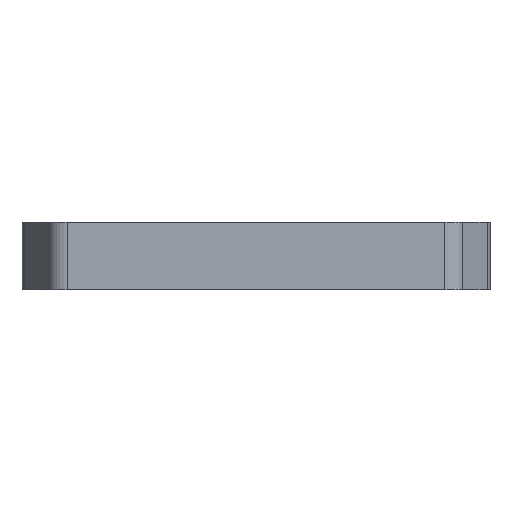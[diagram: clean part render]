
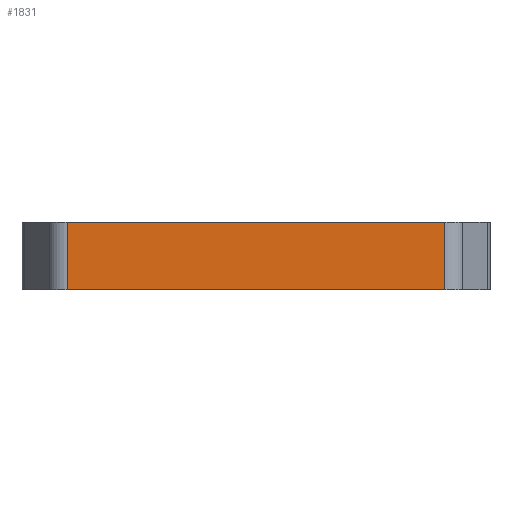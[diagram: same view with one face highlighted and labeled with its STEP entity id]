
A CAD part, front view. The second image highlights one B-rep face of the part: STEP entity #1831.
In plain terms, the highlighted planar face has unit normal (0, -1, 0).
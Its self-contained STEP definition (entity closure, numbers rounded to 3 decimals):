
#189 = CARTESIAN_POINT ( 'NONE',  ( 27.811, -22.83, 10. ) ) ;
#201 = CARTESIAN_POINT ( 'NONE',  ( 29.543, -22.83, 10. ) ) ;
#252 = CARTESIAN_POINT ( 'NONE',  ( 27.811, -22.83, 10. ) ) ;
#317 = ORIENTED_EDGE ( 'NONE', *, *, #1343, .F. ) ;
#351 = VERTEX_POINT ( 'NONE', #1582 ) ;
#432 = CARTESIAN_POINT ( 'NONE',  ( -27.811, -22.83, 10. ) ) ;
#516 = DIRECTION ( 'NONE',  ( 1., 0., 0. ) ) ;
#699 = VERTEX_POINT ( 'NONE', #189 ) ;
#712 = LINE ( 'NONE', #2348, #942 ) ;
#821 = CARTESIAN_POINT ( 'NONE',  ( 29.543, -22.83, 0. ) ) ;
#885 = AXIS2_PLACEMENT_3D ( 'NONE', #201, #1254, #1846 ) ;
#942 = VECTOR ( 'NONE', #516, 1000. ) ;
#1062 = EDGE_CURVE ( 'NONE', #1624, #2320, #1401, .T. ) ;
#1095 = FACE_OUTER_BOUND ( 'NONE', #1954, .T. ) ;
#1193 = LINE ( 'NONE', #432, #2315 ) ;
#1254 = DIRECTION ( 'NONE',  ( 0., 1., 0. ) ) ;
#1343 = EDGE_CURVE ( 'NONE', #351, #699, #712, .T. ) ;
#1401 = LINE ( 'NONE', #821, #1534 ) ;
#1473 = PLANE ( 'NONE',  #885 ) ;
#1534 = VECTOR ( 'NONE', #2282, 1000. ) ;
#1582 = CARTESIAN_POINT ( 'NONE',  ( -27.811, -22.83, 10. ) ) ;
#1624 = VERTEX_POINT ( 'NONE', #1711 ) ;
#1634 = EDGE_CURVE ( 'NONE', #351, #1624, #1193, .T. ) ;
#1711 = CARTESIAN_POINT ( 'NONE',  ( -27.811, -22.83, 0. ) ) ;
#1740 = VECTOR ( 'NONE', #1943, 1000. ) ;
#1831 = ADVANCED_FACE ( 'NONE', ( #1095 ), #1473, .F. ) ;
#1832 = ORIENTED_EDGE ( 'NONE', *, *, #1062, .T. ) ;
#1846 = DIRECTION ( 'NONE',  ( -1., 0., 0. ) ) ;
#1884 = DIRECTION ( 'NONE',  ( 0., 0., -1. ) ) ;
#1916 = CARTESIAN_POINT ( 'NONE',  ( 27.811, -22.83, 0. ) ) ;
#1943 = DIRECTION ( 'NONE',  ( 0., 0., 1. ) ) ;
#1954 = EDGE_LOOP ( 'NONE', ( #317, #2351, #1832, #2327 ) ) ;
#2280 = LINE ( 'NONE', #252, #1740 ) ;
#2282 = DIRECTION ( 'NONE',  ( 1., 0., 0. ) ) ;
#2315 = VECTOR ( 'NONE', #1884, 1000. ) ;
#2320 = VERTEX_POINT ( 'NONE', #1916 ) ;
#2323 = EDGE_CURVE ( 'NONE', #2320, #699, #2280, .T. ) ;
#2327 = ORIENTED_EDGE ( 'NONE', *, *, #2323, .T. ) ;
#2348 = CARTESIAN_POINT ( 'NONE',  ( 29.543, -22.83, 10. ) ) ;
#2351 = ORIENTED_EDGE ( 'NONE', *, *, #1634, .T. ) ;
